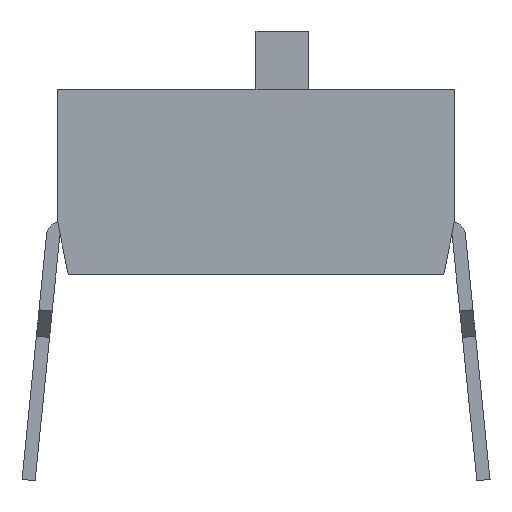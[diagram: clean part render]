
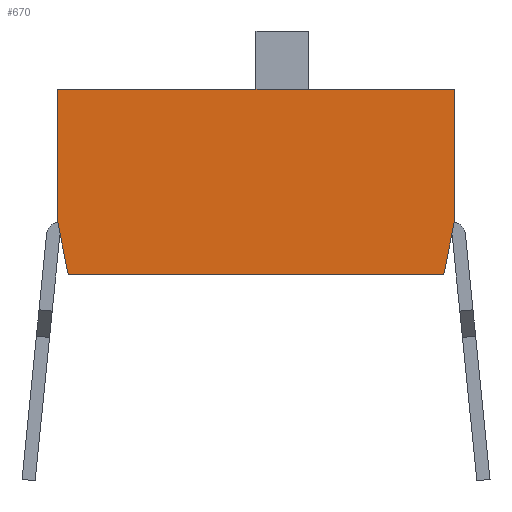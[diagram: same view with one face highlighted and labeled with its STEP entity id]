
A CAD part, left-side view. The second image highlights one B-rep face of the part: STEP entity #670.
In plain terms, the highlighted planar face has unit normal (-1, 0, 0).
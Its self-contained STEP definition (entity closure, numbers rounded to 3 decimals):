
#322 = VERTEX_POINT('',#323);
#323 = CARTESIAN_POINT('',(-2.235,7.56,2.2));
#340 = VERTEX_POINT('',#341);
#341 = CARTESIAN_POINT('',(-2.235,7.36,1.2));
#347 = EDGE_CURVE('',#322,#340,#348,.T.);
#348 = LINE('',#349,#350);
#349 = CARTESIAN_POINT('',(-2.235,7.56,2.2));
#350 = VECTOR('',#351,1.);
#351 = DIRECTION('',(0.,-0.196,-0.981
    ));
#644 = VERTEX_POINT('',#645);
#645 = CARTESIAN_POINT('',(-2.235,7.56,4.7));
#660 = EDGE_CURVE('',#644,#322,#661,.T.);
#661 = LINE('',#662,#663);
#662 = CARTESIAN_POINT('',(-2.235,7.56,4.7));
#663 = VECTOR('',#664,1.);
#664 = DIRECTION('',(0.,0.,-1.));
#670 = ADVANCED_FACE('',(#671),#705,.F.);
#671 = FACE_BOUND('',#672,.T.);
#672 = EDGE_LOOP('',(#673,#681,#689,#697,#703,#704));
#673 = ORIENTED_EDGE('',*,*,#674,.T.);
#674 = EDGE_CURVE('',#340,#675,#677,.T.);
#675 = VERTEX_POINT('',#676);
#676 = CARTESIAN_POINT('',(-2.235,0.26,1.2));
#677 = LINE('',#678,#679);
#678 = CARTESIAN_POINT('',(-2.235,7.36,1.2));
#679 = VECTOR('',#680,1.);
#680 = DIRECTION('',(0.,-1.,0.));
#681 = ORIENTED_EDGE('',*,*,#682,.T.);
#682 = EDGE_CURVE('',#675,#683,#685,.T.);
#683 = VERTEX_POINT('',#684);
#684 = CARTESIAN_POINT('',(-2.235,0.06,2.2));
#685 = LINE('',#686,#687);
#686 = CARTESIAN_POINT('',(-2.235,0.26,1.2));
#687 = VECTOR('',#688,1.);
#688 = DIRECTION('',(0.,-0.196,0.981
    ));
#689 = ORIENTED_EDGE('',*,*,#690,.T.);
#690 = EDGE_CURVE('',#683,#691,#693,.T.);
#691 = VERTEX_POINT('',#692);
#692 = CARTESIAN_POINT('',(-2.235,0.06,4.7));
#693 = LINE('',#694,#695);
#694 = CARTESIAN_POINT('',(-2.235,0.06,2.2));
#695 = VECTOR('',#696,1.);
#696 = DIRECTION('',(0.,0.,1.));
#697 = ORIENTED_EDGE('',*,*,#698,.T.);
#698 = EDGE_CURVE('',#691,#644,#699,.T.);
#699 = LINE('',#700,#701);
#700 = CARTESIAN_POINT('',(-2.235,0.06,4.7));
#701 = VECTOR('',#702,1.);
#702 = DIRECTION('',(0.,1.,0.));
#703 = ORIENTED_EDGE('',*,*,#660,.T.);
#704 = ORIENTED_EDGE('',*,*,#347,.T.);
#705 = PLANE('',#706);
#706 = AXIS2_PLACEMENT_3D('',#707,#708,#709);
#707 = CARTESIAN_POINT('',(-2.235,7.36,1.2));
#708 = DIRECTION('',(1.,0.,0.));
#709 = DIRECTION('',(0.,0.,1.));
